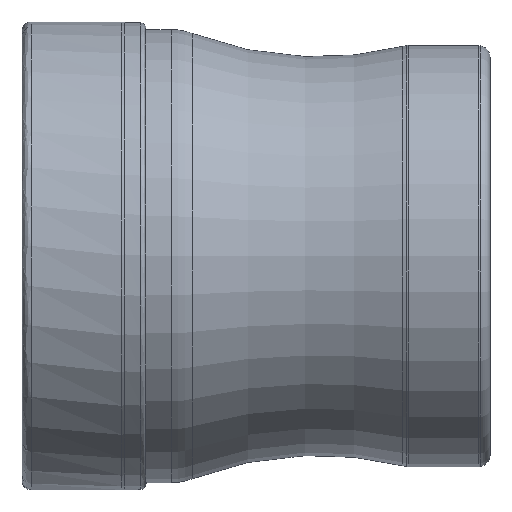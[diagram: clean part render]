
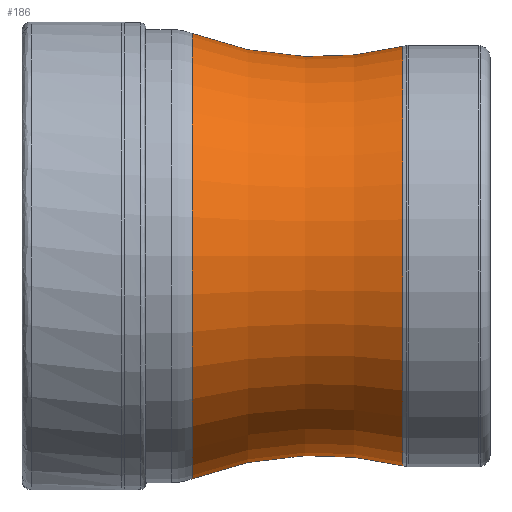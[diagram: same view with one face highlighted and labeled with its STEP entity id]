
A CAD part, top view. The second image highlights one B-rep face of the part: STEP entity #186.
In plain terms, the highlighted toroidal (fillet/blend) face has major radius 47.023 mm and minor radius 30 mm.
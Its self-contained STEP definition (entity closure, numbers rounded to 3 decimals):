
#113=TOROIDAL_SURFACE('',#458,47.023,30.);
#128=FACE_BOUND('',#225,.T.);
#129=FACE_BOUND('',#226,.T.);
#186=ADVANCED_FACE('',(#128,#129),#113,.F.);
#225=EDGE_LOOP('',(#287));
#226=EDGE_LOOP('',(#288));
#287=ORIENTED_EDGE('',*,*,#376,.T.);
#288=ORIENTED_EDGE('',*,*,#375,.F.);
#343=VERTEX_POINT('',#630);
#344=VERTEX_POINT('',#633);
#375=EDGE_CURVE('',#343,#343,#406,.T.);
#376=EDGE_CURVE('',#344,#344,#407,.T.);
#406=CIRCLE('',#455,17.91);
#407=CIRCLE('',#457,19.018);
#455=AXIS2_PLACEMENT_3D('',#629,#516,#517);
#457=AXIS2_PLACEMENT_3D('',#632,#520,#521);
#458=AXIS2_PLACEMENT_3D('',#634,#522,#523);
#516=DIRECTION('',(1.,0.,0.));
#517=DIRECTION('',(0.,0.,1.));
#520=DIRECTION('',(1.,0.,0.));
#521=DIRECTION('',(0.,0.,1.));
#522=DIRECTION('',(-1.,0.,0.));
#523=DIRECTION('',(0.,0.,1.));
#629=CARTESIAN_POINT('',(32.561,0.,0.));
#630=CARTESIAN_POINT('',(32.561,0.,17.91));
#632=CARTESIAN_POINT('',(14.56,0.,0.));
#633=CARTESIAN_POINT('',(14.56,0.,19.018));
#634=CARTESIAN_POINT('',(25.317,0.,0.));
